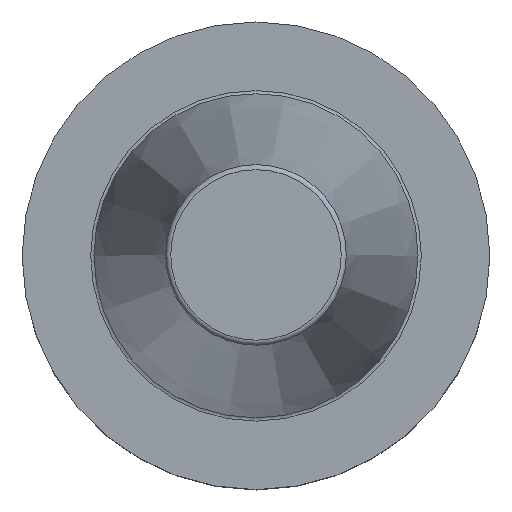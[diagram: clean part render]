
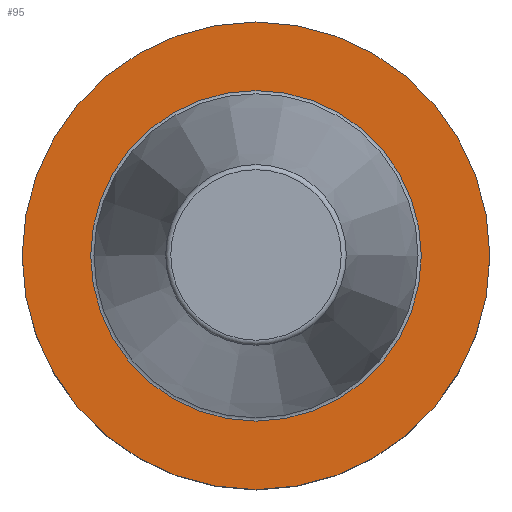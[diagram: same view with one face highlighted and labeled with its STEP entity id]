
A CAD part, top view. The second image highlights one B-rep face of the part: STEP entity #95.
In plain terms, the highlighted planar face has unit normal (0, 0, 1).
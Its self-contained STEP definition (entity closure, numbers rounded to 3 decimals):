
#70=FACE_BOUND('',#132,.T.);
#71=FACE_BOUND('',#133,.T.);
#95=ADVANCED_FACE('',(#70,#71),#105,.T.);
#105=PLANE('',#262);
#132=EDGE_LOOP('',(#168));
#133=EDGE_LOOP('',(#169));
#168=ORIENTED_EDGE('',*,*,#211,.T.);
#169=ORIENTED_EDGE('',*,*,#210,.F.);
#192=VERTEX_POINT('',#386);
#193=VERTEX_POINT('',#389);
#210=EDGE_CURVE('',#192,#192,#228,.T.);
#211=EDGE_CURVE('',#193,#193,#229,.T.);
#228=CIRCLE('',#259,22.99);
#229=CIRCLE('',#261,16.25);
#259=AXIS2_PLACEMENT_3D('',#385,#322,#323);
#261=AXIS2_PLACEMENT_3D('',#388,#326,#327);
#262=AXIS2_PLACEMENT_3D('',#390,#328,#329);
#322=DIRECTION('',(0.0,0.0,-1.0));
#323=DIRECTION('',(-1.0,0.0,0.0));
#326=DIRECTION('',(0.0,0.0,-1.0));
#327=DIRECTION('',(-1.0,0.0,0.0));
#328=DIRECTION('',(0.0,0.0,1.0));
#329=DIRECTION('',(1.0,0.0,0.0));
#385=CARTESIAN_POINT('',(0.0,0.0,-2.0));
#386=CARTESIAN_POINT('',(-22.99,0.0,-2.0));
#388=CARTESIAN_POINT('',(0.0,0.0,-2.0));
#389=CARTESIAN_POINT('',(-16.25,0.0,-2.0));
#390=CARTESIAN_POINT('',(0.0,22.99,-2.0));
